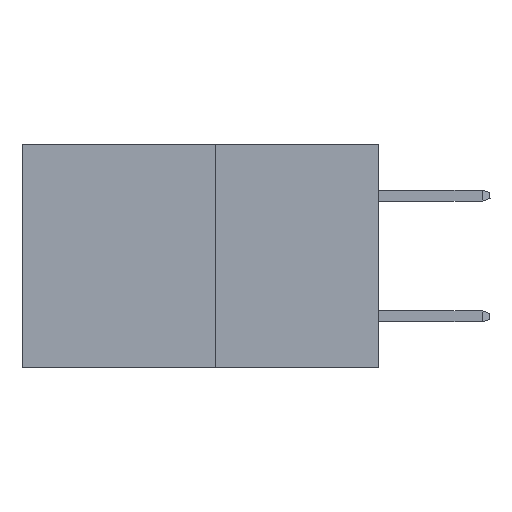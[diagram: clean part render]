
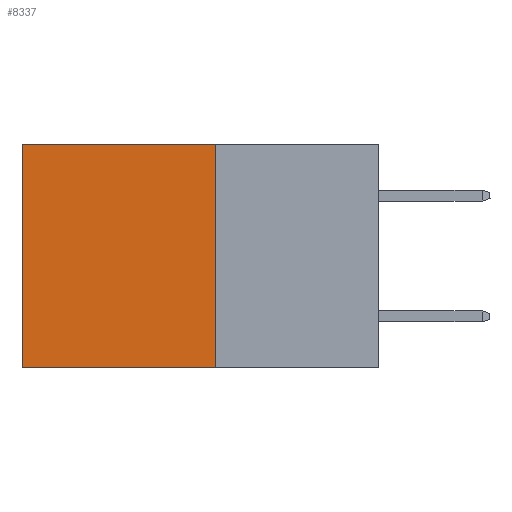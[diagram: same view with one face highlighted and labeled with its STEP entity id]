
A CAD part, left-side view. The second image highlights one B-rep face of the part: STEP entity #8337.
In plain terms, the highlighted planar face has unit normal (-1, 0, 0).
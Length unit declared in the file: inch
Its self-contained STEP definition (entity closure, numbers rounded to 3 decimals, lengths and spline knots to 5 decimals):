
#137 = VECTOR ( 'NONE', #8375, 39.37008 ) ;
#3005 = ORIENTED_EDGE ( 'NONE', *, *, #22839, .T. ) ;
#3473 = FACE_OUTER_BOUND ( 'NONE', #4315, .T. ) ;
#4315 = EDGE_LOOP ( 'NONE', ( #3005, #10694, #9833, #17669 ) ) ;
#6290 = VERTEX_POINT ( 'NONE', #13539 ) ;
#7683 = VECTOR ( 'NONE', #16790, 39.37008 ) ;
#8337 = ADVANCED_FACE ( 'NONE', ( #3473 ), #11407, .F. ) ;
#8375 = DIRECTION ( 'NONE',  ( 0., 1., 0. ) ) ;
#8417 = CARTESIAN_POINT ( 'NONE',  ( 0.277, 0.59, -0.37 ) ) ;
#9025 = EDGE_CURVE ( 'NONE', #10237, #21566, #10532, .T. ) ;
#9513 = DIRECTION ( 'NONE',  ( 1., 0., 0. ) ) ;
#9604 = LINE ( 'NONE', #14789, #7683 ) ;
#9833 = ORIENTED_EDGE ( 'NONE', *, *, #24724, .F. ) ;
#9848 = DIRECTION ( 'NONE',  ( 0., 1., 0. ) ) ;
#10237 = VERTEX_POINT ( 'NONE', #23168 ) ;
#10532 = LINE ( 'NONE', #21648, #20401 ) ;
#10694 = ORIENTED_EDGE ( 'NONE', *, *, #9025, .F. ) ;
#11073 = LINE ( 'NONE', #22222, #137 ) ;
#11220 = LINE ( 'NONE', #15933, #15259 ) ;
#11407 = PLANE ( 'NONE',  #17952 ) ;
#13539 = CARTESIAN_POINT ( 'NONE',  ( 0.277, 0.59, 0. ) ) ;
#14106 = DIRECTION ( 'NONE',  ( 0., 0., -1. ) ) ;
#14780 = VERTEX_POINT ( 'NONE', #16284 ) ;
#14789 = CARTESIAN_POINT ( 'NONE',  ( 0.277, 0.27, -0.37 ) ) ;
#15259 = VECTOR ( 'NONE', #14106, 39.37008 ) ;
#15933 = CARTESIAN_POINT ( 'NONE',  ( 0.277, 0.59, -0.37 ) ) ;
#16284 = CARTESIAN_POINT ( 'NONE',  ( 0.277, 0.27, 0. ) ) ;
#16790 = DIRECTION ( 'NONE',  ( 0., 0., -1. ) ) ;
#17669 = ORIENTED_EDGE ( 'NONE', *, *, #20911, .T. ) ;
#17952 = AXIS2_PLACEMENT_3D ( 'NONE', #22936, #9513, #19517 ) ;
#19517 = DIRECTION ( 'NONE',  ( 0., 0., -1. ) ) ;
#20401 = VECTOR ( 'NONE', #9848, 39.37008 ) ;
#20911 = EDGE_CURVE ( 'NONE', #14780, #6290, #11073, .T. ) ;
#21566 = VERTEX_POINT ( 'NONE', #8417 ) ;
#21648 = CARTESIAN_POINT ( 'NONE',  ( 0.277, 0.27, -0.37 ) ) ;
#22222 = CARTESIAN_POINT ( 'NONE',  ( 0.277, 0.27, 0. ) ) ;
#22839 = EDGE_CURVE ( 'NONE', #6290, #21566, #11220, .T. ) ;
#22936 = CARTESIAN_POINT ( 'NONE',  ( 0.277, 0.27, -0.37 ) ) ;
#23168 = CARTESIAN_POINT ( 'NONE',  ( 0.277, 0.27, -0.37 ) ) ;
#24724 = EDGE_CURVE ( 'NONE', #14780, #10237, #9604, .T. ) ;
